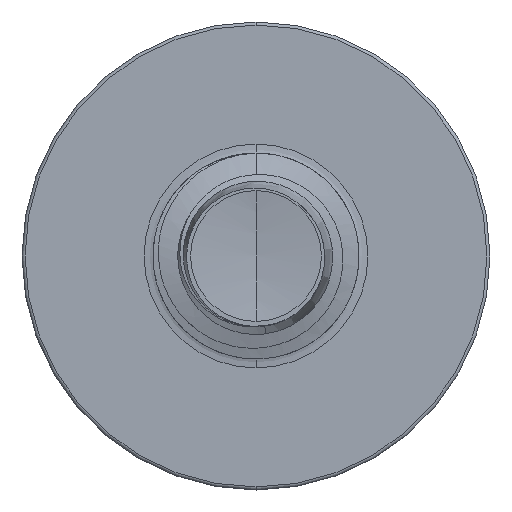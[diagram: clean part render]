
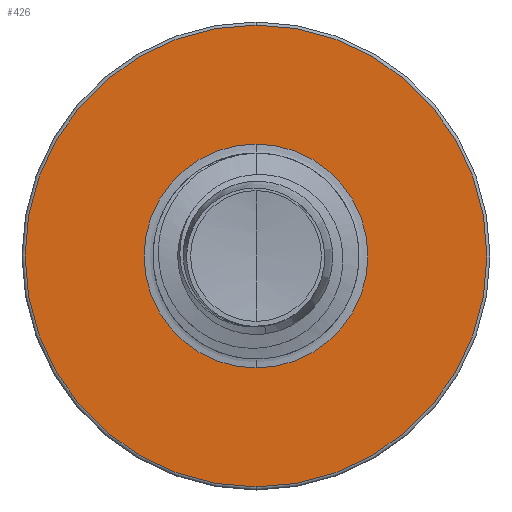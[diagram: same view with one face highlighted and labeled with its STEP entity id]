
A CAD part, front view. The second image highlights one B-rep face of the part: STEP entity #426.
In plain terms, the highlighted planar face has unit normal (0, -1, 0).
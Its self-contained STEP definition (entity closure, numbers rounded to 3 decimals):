
#212 = ORIENTED_EDGE ( 'NONE', *, *, #10290, .F. ) ;
#279 = AXIS2_PLACEMENT_3D ( 'NONE', #8223, #834, #9177 ) ;
#332 = AXIS2_PLACEMENT_3D ( 'NONE', #768, #9139, #2150 ) ;
#426 = ADVANCED_FACE ( 'NONE', ( #9838, #6947 ), #8217, .F. ) ;
#768 = CARTESIAN_POINT ( 'NONE',  ( 0., 3.5, 0. ) ) ;
#834 = DIRECTION ( 'NONE',  ( 0., 1., 0. ) ) ;
#1043 = ORIENTED_EDGE ( 'NONE', *, *, #11608, .F. ) ;
#1984 = AXIS2_PLACEMENT_3D ( 'NONE', #5344, #12251, #12248 ) ;
#2072 = ORIENTED_EDGE ( 'NONE', *, *, #11566, .T. ) ;
#2104 = AXIS2_PLACEMENT_3D ( 'NONE', #5877, #5863, #5849 ) ;
#2150 = DIRECTION ( 'NONE',  ( 0., 0., 1. ) ) ;
#2370 = ORIENTED_EDGE ( 'NONE', *, *, #10217, .T. ) ;
#3309 = VERTEX_POINT ( 'NONE', #4534 ) ;
#3529 = VERTEX_POINT ( 'NONE', #4296 ) ;
#4296 = CARTESIAN_POINT ( 'NONE',  ( 0., 3.5, -1.196 ) ) ;
#4534 = CARTESIAN_POINT ( 'NONE',  ( 0., 3.5, 1.196 ) ) ;
#4996 = AXIS2_PLACEMENT_3D ( 'NONE', #8219, #8148, #8175 ) ;
#5056 = EDGE_LOOP ( 'NONE', ( #212, #1043 ) ) ;
#5344 = CARTESIAN_POINT ( 'NONE',  ( 0., 3.5, 0. ) ) ;
#5560 = CIRCLE ( 'NONE', #279, 2.467 ) ;
#5849 = DIRECTION ( 'NONE',  ( 0., 0., 1. ) ) ;
#5863 = DIRECTION ( 'NONE',  ( 0., 1., 0. ) ) ;
#5877 = CARTESIAN_POINT ( 'NONE',  ( 0., 3.5, 0. ) ) ;
#6373 = CARTESIAN_POINT ( 'NONE',  ( 0., 3.5, -2.467 ) ) ;
#6430 = VERTEX_POINT ( 'NONE', #6373 ) ;
#6947 = FACE_BOUND ( 'NONE', #12611, .T. ) ;
#7932 = CIRCLE ( 'NONE', #2104, 1.196 ) ;
#8148 = DIRECTION ( 'NONE',  ( 0., 1., 0. ) ) ;
#8175 = DIRECTION ( 'NONE',  ( 0., 0., 1. ) ) ;
#8217 = PLANE ( 'NONE',  #4996 ) ;
#8219 = CARTESIAN_POINT ( 'NONE',  ( 0., 3.5, -1.196 ) ) ;
#8223 = CARTESIAN_POINT ( 'NONE',  ( 0., 3.5, 0. ) ) ;
#9139 = DIRECTION ( 'NONE',  ( 0., 1., 0. ) ) ;
#9177 = DIRECTION ( 'NONE',  ( 0., 0., 1. ) ) ;
#9838 = FACE_OUTER_BOUND ( 'NONE', #5056, .T. ) ;
#10217 = EDGE_CURVE ( 'NONE', #3529, #3309, #7932, .T. ) ;
#10290 = EDGE_CURVE ( 'NONE', #12621, #6430, #11940, .T. ) ;
#10917 = CIRCLE ( 'NONE', #332, 1.196 ) ;
#11566 = EDGE_CURVE ( 'NONE', #3309, #3529, #10917, .T. ) ;
#11608 = EDGE_CURVE ( 'NONE', #6430, #12621, #5560, .T. ) ;
#11940 = CIRCLE ( 'NONE', #1984, 2.467 ) ;
#12248 = DIRECTION ( 'NONE',  ( 0., 0., 1. ) ) ;
#12251 = DIRECTION ( 'NONE',  ( 0., 1., 0. ) ) ;
#12611 = EDGE_LOOP ( 'NONE', ( #2072, #2370 ) ) ;
#12621 = VERTEX_POINT ( 'NONE', #13276 ) ;
#13276 = CARTESIAN_POINT ( 'NONE',  ( 0., 3.5, 2.467 ) ) ;
